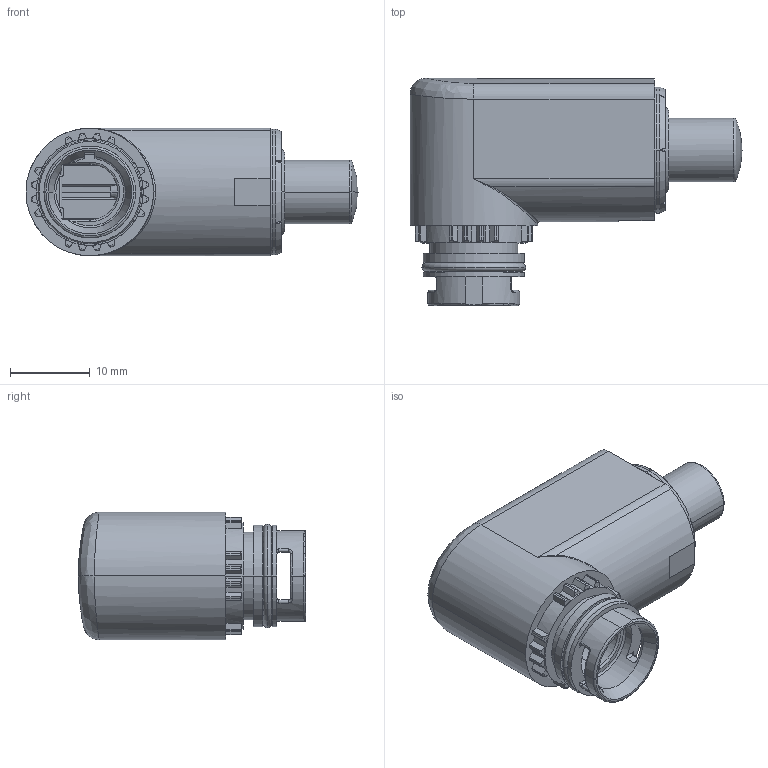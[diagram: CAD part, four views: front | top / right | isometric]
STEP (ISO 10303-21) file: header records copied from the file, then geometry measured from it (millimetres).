
FILE_DESCRIPTION(('STEP AP242'),'1');
FILE_NAME('zce63.stp','2021-06-02T10:57:31',('TraceParts'),('TraceParts S.A.'),'Spatial InterOp 3D',' ',' ');
FILE_SCHEMA(('AP242_MANAGED_MODEL_BASED_3D_ENGINEERING_MIM_LF {1 0 10303 442 1 1 4}'));
Length unit declared in the file: millimetre
Products named in the file (1): zce63_1
Bounding box: 41.65 x 28.5 x 16 mm (x, y, z)
Volume: 7188.4 mm3; surface area: 6633.1 mm2
Topology: 5 solids, 5 shells, 439 faces, 1128 edges, 701 vertices
Faces by surface type: cylinder 149, plane 135, torus 85, cone 40, bspline 22, sphere 8
Entity records: 15107 total; most frequent: CARTESIAN_POINT 4381, DIRECTION 2335, ORIENTED_EDGE 2252, EDGE_CURVE 1126, AXIS2_PLACEMENT_3D 950, VERTEX_POINT 701, CIRCLE 528, EDGE_LOOP 455
